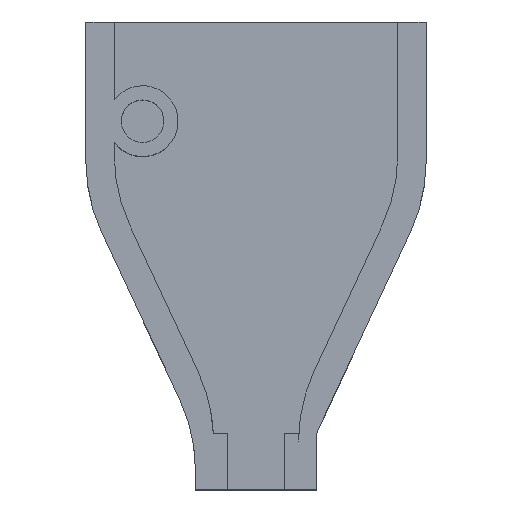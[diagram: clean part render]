
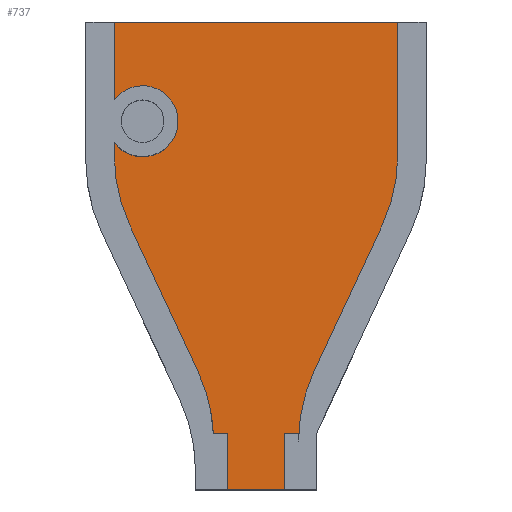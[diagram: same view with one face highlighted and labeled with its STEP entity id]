
A CAD part, top view. The second image highlights one B-rep face of the part: STEP entity #737.
In plain terms, the highlighted planar face has unit normal (0, 0, 1).
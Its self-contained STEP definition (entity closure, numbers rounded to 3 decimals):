
#28=CIRCLE('',#785,2.5);
#43=B_SPLINE_CURVE_WITH_KNOTS('',3,(#1147,#1148,#1149,#1150),
 .UNSPECIFIED.,.F.,.F.,(4,4),(0.,0.504),.UNSPECIFIED.);
#49=B_SPLINE_CURVE_WITH_KNOTS('',3,(#1194,#1195,#1196,#1197),
 .UNSPECIFIED.,.F.,.F.,(4,4),(0.,0.504),.UNSPECIFIED.);
#55=B_SPLINE_CURVE_WITH_KNOTS('',3,(#1280,#1281,#1282,#1283),
 .UNSPECIFIED.,.F.,.F.,(4,4),(0.,0.504),.UNSPECIFIED.);
#58=B_SPLINE_CURVE_WITH_KNOTS('',3,(#1312,#1313,#1314,#1315),
 .UNSPECIFIED.,.F.,.F.,(4,4),(0.,0.504),.UNSPECIFIED.);
#92=FACE_OUTER_BOUND('',#132,.T.);
#132=EDGE_LOOP('',(#634,#635,#636,#637,#638,#639,#640,#641,#642,#643,#644,
#645,#646,#647));
#163=LINE('',#1008,#235);
#187=LINE('',#1167,#259);
#195=LINE('',#1290,#267);
#196=LINE('',#1322,#268);
#200=LINE('',#1329,#272);
#204=LINE('',#1341,#276);
#206=LINE('',#1345,#278);
#207=LINE('',#1346,#279);
#208=LINE('',#1347,#280);
#235=VECTOR('',#838,10.);
#259=VECTOR('',#878,10.);
#267=VECTOR('',#894,10.);
#268=VECTOR('',#897,10.);
#272=VECTOR('',#905,10.);
#276=VECTOR('',#919,10.);
#278=VECTOR('',#923,10.);
#279=VECTOR('',#924,10.);
#280=VECTOR('',#925,10.);
#303=VERTEX_POINT('',#1002);
#304=VERTEX_POINT('',#1007);
#335=VERTEX_POINT('',#1145);
#336=VERTEX_POINT('',#1146);
#339=VERTEX_POINT('',#1166);
#344=VERTEX_POINT('',#1274);
#345=VERTEX_POINT('',#1279);
#346=VERTEX_POINT('',#1289);
#347=VERTEX_POINT('',#1311);
#348=VERTEX_POINT('',#1321);
#349=VERTEX_POINT('',#1328);
#351=VERTEX_POINT('',#1336);
#352=VERTEX_POINT('',#1340);
#353=VERTEX_POINT('',#1344);
#381=EDGE_CURVE('',#303,#304,#163,.T.);
#418=EDGE_CURVE('',#335,#336,#43,.T.);
#422=EDGE_CURVE('',#335,#339,#187,.T.);
#426=EDGE_CURVE('',#339,#303,#49,.F.);
#438=EDGE_CURVE('',#344,#345,#55,.F.);
#440=EDGE_CURVE('',#345,#346,#195,.T.);
#442=EDGE_CURVE('',#347,#346,#58,.T.);
#444=EDGE_CURVE('',#347,#348,#196,.T.);
#448=EDGE_CURVE('',#304,#349,#200,.T.);
#452=EDGE_CURVE('',#351,#348,#28,.T.);
#454=EDGE_CURVE('',#351,#352,#204,.T.);
#456=EDGE_CURVE('',#353,#336,#206,.T.);
#457=EDGE_CURVE('',#352,#353,#207,.T.);
#458=EDGE_CURVE('',#349,#344,#208,.T.);
#634=ORIENTED_EDGE('',*,*,#418,.T.);
#635=ORIENTED_EDGE('',*,*,#456,.F.);
#636=ORIENTED_EDGE('',*,*,#457,.F.);
#637=ORIENTED_EDGE('',*,*,#454,.F.);
#638=ORIENTED_EDGE('',*,*,#452,.T.);
#639=ORIENTED_EDGE('',*,*,#444,.F.);
#640=ORIENTED_EDGE('',*,*,#442,.T.);
#641=ORIENTED_EDGE('',*,*,#440,.F.);
#642=ORIENTED_EDGE('',*,*,#438,.F.);
#643=ORIENTED_EDGE('',*,*,#458,.F.);
#644=ORIENTED_EDGE('',*,*,#448,.F.);
#645=ORIENTED_EDGE('',*,*,#381,.F.);
#646=ORIENTED_EDGE('',*,*,#426,.F.);
#647=ORIENTED_EDGE('',*,*,#422,.F.);
#698=PLANE('',#787);
#737=ADVANCED_FACE('',(#92),#698,.F.);
#785=AXIS2_PLACEMENT_3D('',#1337,#914,#915);
#787=AXIS2_PLACEMENT_3D('',#1343,#921,#922);
#838=DIRECTION('',(0.,-1.,0.));
#878=DIRECTION('',(-0.423,-0.906,0.));
#894=DIRECTION('',(-0.423,0.906,0.));
#897=DIRECTION('',(0.,1.,0.));
#905=DIRECTION('',(-1.,0.,0.));
#914=DIRECTION('center_axis',(0.,0.,-1.));
#915=DIRECTION('ref_axis',(-1.,0.,0.));
#919=DIRECTION('',(0.,1.,0.));
#921=DIRECTION('center_axis',(0.,0.,-1.));
#922=DIRECTION('ref_axis',(1.,0.,0.));
#923=DIRECTION('',(0.,-1.,0.));
#924=DIRECTION('',(1.,0.,0.));
#925=DIRECTION('',(0.,1.,0.));
#1002=CARTESIAN_POINT('',(3.,-27.561,0.));
#1007=CARTESIAN_POINT('',(3.,-31.,0.));
#1008=CARTESIAN_POINT('',(3.,-27.,0.));
#1145=CARTESIAN_POINT('',(8.917,-12.321,0.));
#1146=CARTESIAN_POINT('',(10.,-7.439,0.));
#1147=CARTESIAN_POINT('Ctrl Pts',(8.917,-12.321,0.));
#1148=CARTESIAN_POINT('Ctrl Pts',(9.622,-10.81,0.));
#1149=CARTESIAN_POINT('Ctrl Pts',(10.,-9.106,0.));
#1150=CARTESIAN_POINT('Ctrl Pts',(10.,-7.439,0.));
#1166=CARTESIAN_POINT('',(4.083,-22.679,0.));
#1167=CARTESIAN_POINT('',(10.,-10.,0.));
#1194=CARTESIAN_POINT('Ctrl Pts',(3.,-27.561,0.));
#1195=CARTESIAN_POINT('Ctrl Pts',(3.,-25.894,0.));
#1196=CARTESIAN_POINT('Ctrl Pts',(3.378,-24.19,0.));
#1197=CARTESIAN_POINT('Ctrl Pts',(4.083,-22.679,0.));
#1274=CARTESIAN_POINT('',(-3.,-27.561,0.));
#1279=CARTESIAN_POINT('',(-4.083,-22.679,0.));
#1280=CARTESIAN_POINT('Ctrl Pts',(-4.083,-22.679,0.));
#1281=CARTESIAN_POINT('Ctrl Pts',(-3.378,-24.19,0.));
#1282=CARTESIAN_POINT('Ctrl Pts',(-3.,-25.894,0.));
#1283=CARTESIAN_POINT('Ctrl Pts',(-3.,-27.561,0.));
#1289=CARTESIAN_POINT('',(-8.917,-12.321,0.));
#1290=CARTESIAN_POINT('',(-3.,-25.,0.));
#1311=CARTESIAN_POINT('',(-10.,-7.439,0.));
#1312=CARTESIAN_POINT('Ctrl Pts',(-10.,-7.439,0.));
#1313=CARTESIAN_POINT('Ctrl Pts',(-10.,-9.106,0.));
#1314=CARTESIAN_POINT('Ctrl Pts',(-9.622,-10.81,0.));
#1315=CARTESIAN_POINT('Ctrl Pts',(-8.917,-12.321,0.));
#1321=CARTESIAN_POINT('',(-10.,-6.5,0.));
#1322=CARTESIAN_POINT('',(-10.,0.,0.));
#1328=CARTESIAN_POINT('',(-3.,-31.,0.));
#1329=CARTESIAN_POINT('',(-2.137,-31.,0.));
#1336=CARTESIAN_POINT('',(-10.,-3.5,0.));
#1337=CARTESIAN_POINT('Origin',(-8.,-5.,0.));
#1340=CARTESIAN_POINT('',(-10.,2.,0.));
#1341=CARTESIAN_POINT('',(-10.,0.,0.));
#1343=CARTESIAN_POINT('Origin',(0.,-12.5,0.));
#1344=CARTESIAN_POINT('',(10.,2.,0.));
#1345=CARTESIAN_POINT('',(10.,0.,0.));
#1346=CARTESIAN_POINT('',(6.,2.,0.));
#1347=CARTESIAN_POINT('',(-3.,-25.,0.));
